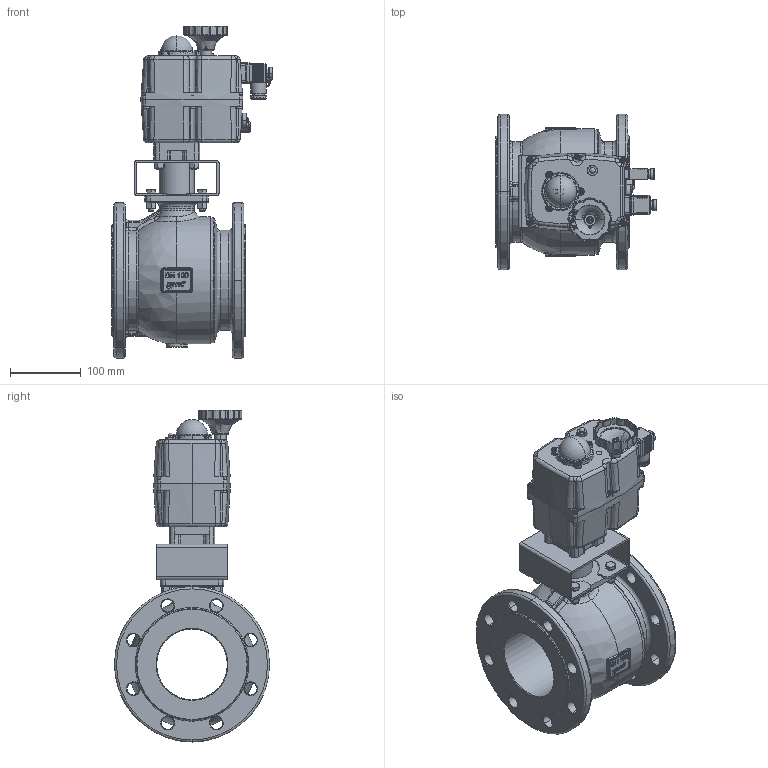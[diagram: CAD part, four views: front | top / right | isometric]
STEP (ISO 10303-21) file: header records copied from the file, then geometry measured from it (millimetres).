
FILE_DESCRIPTION(('HOOPS Exchange Step'),'2;1');
FILE_NAME('EK04_DN100.stp','2025-05-16T10:11:54+02:00',('nieru'),('Unknown organisation'),'HOOPS Exchange 2024.2','HOOPS Exchange','Unknown authorisation');
FILE_SCHEMA( ('AP203_CONFIGURATION_CONTROLLED_3D_DESIGN_OF_MECHANICAL_PARTS_AND_ASSEMBLIES_MIM_LF') );
Length unit declared in the file: millimetre
Products named in the file (7): 0; root
Assembly tree (6 placements, depth 4):
  root
    0
      0
        0
      0
      0
        0
Bounding box: 227.36 x 220 x 470.45 mm (x, y, z)
Volume: 5143313.9 mm3; surface area: 596139.8 mm2
Topology: 55 solids, 55 shells, 4135 faces, 10099 edges, 6037 vertices
Faces by surface type: cylinder 1236, plane 913, bspline 895, torus 575, cone 344, extrusion 125, sphere 47
Full cylindrical faces by diameter (mm): 2.204 x3, 7.825 x1, 11 x1, 11.516 x1, 14 x1, 14.894 x1, 16.5 x1, 36.194 x1, 39.9 x1, 45 x1, 142 x1
Entity records: 212805 total; most frequent: CARTESIAN_POINT 123096, ORIENTED_EDGE 19960, DIRECTION 16568, EDGE_CURVE 9980, AXIS2_PLACEMENT_3D 6604, VERTEX_POINT 6037, EDGE_LOOP 4367, FACE_BOUND 4367
